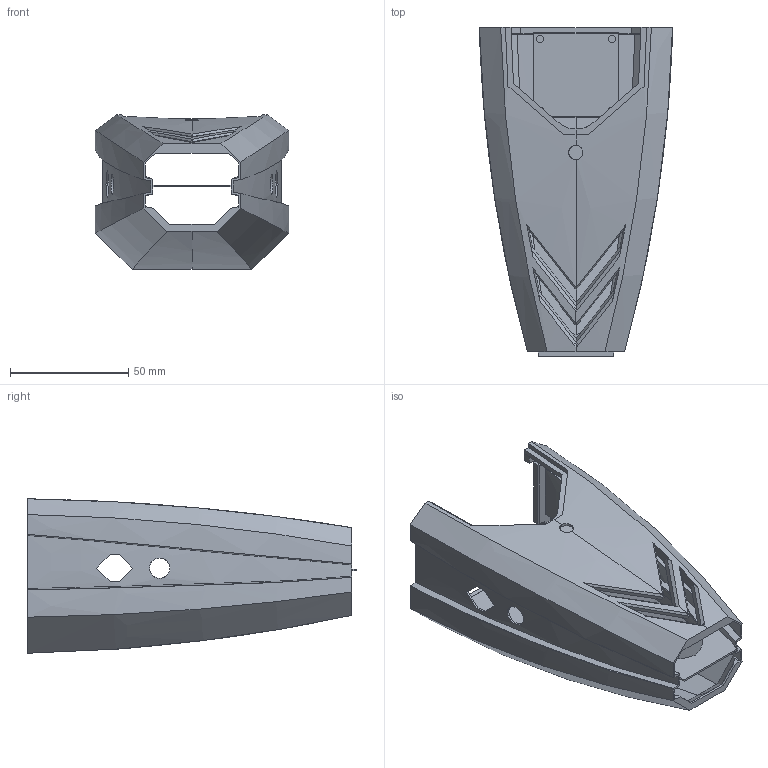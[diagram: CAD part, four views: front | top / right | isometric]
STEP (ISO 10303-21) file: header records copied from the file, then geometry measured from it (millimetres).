
FILE_DESCRIPTION(/* description */ (''),/* implementation_level */ '2;1');
FILE_NAME(/* name */ 'Fuselage 4.step',/* time_stamp */ '2024-06-08T12:43:12+02:00',/* author */ (''),/* organization */ (''),/* preprocessor_version */ 'ST-DEVELOPER v20',/* originating_system */ 'Autodesk Translation Framework v13.14.0.145',/* authorisation */ '');
FILE_SCHEMA (('AUTOMOTIVE_DESIGN { 1 0 10303 214 3 1 1 }'));
Length unit declared in the file: millimetre
Products named in the file (1): Fuselage 4
Bounding box: 81.82 x 139.4 x 65.45 mm (x, y, z)
Volume: 45854.7 mm3; surface area: 63297.8 mm2
Topology: 1 solids, 1 shells, 218 faces, 672 edges, 447 vertices
Faces by surface type: plane 109, bspline 97, cylinder 12
Full cylindrical faces by diameter (mm): 2 x2, 3.2 x4, 6 x2, 8.6 x2
Entity records: 12506 total; most frequent: CARTESIAN_POINT 7537, ORIENTED_EDGE 1352, EDGE_CURVE 676, DIRECTION 507, VERTEX_POINT 447, B_SPLINE_CURVE_WITH_KNOTS 415, EDGE_LOOP 237, LINE 235
